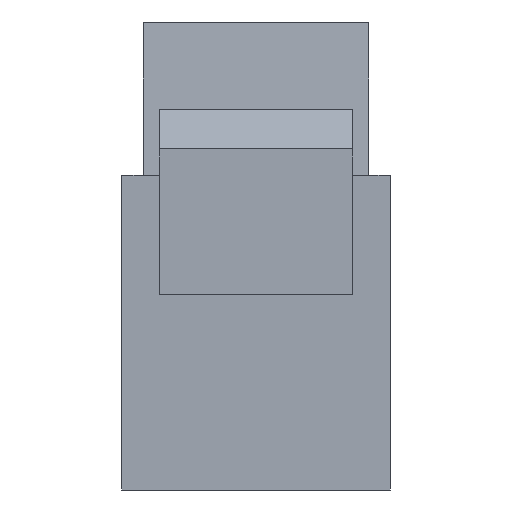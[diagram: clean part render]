
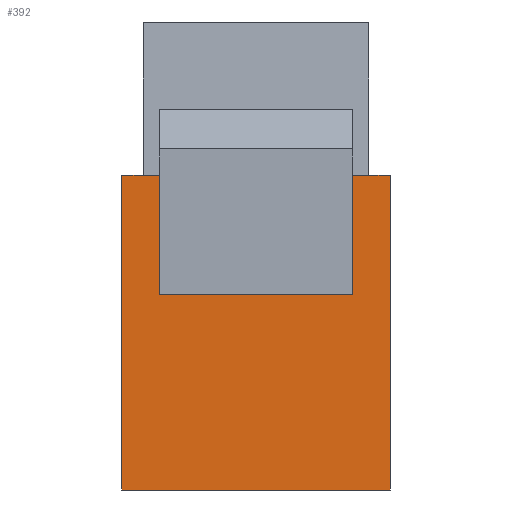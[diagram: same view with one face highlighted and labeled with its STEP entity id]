
A CAD part, front view. The second image highlights one B-rep face of the part: STEP entity #392.
In plain terms, the highlighted planar face has unit normal (0, -1, 0).
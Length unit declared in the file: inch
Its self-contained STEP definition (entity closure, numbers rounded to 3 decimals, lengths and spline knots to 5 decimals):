
#392 = ADVANCED_FACE ( 'NONE', ( #29049, #29052 ), #26966, .T. ) ;
#1340 = EDGE_CURVE ( 'NONE', #21681, #21809, #29613, .T. ) ;
#10988 = EDGE_CURVE ( 'NONE', #25229, #21809, #21075, .T. ) ;
#10999 = EDGE_CURVE ( 'NONE', #23003, #23032, #21084, .T. ) ;
#11001 = EDGE_CURVE ( 'NONE', #23032, #23096, #21077, .T. ) ;
#11006 = EDGE_CURVE ( 'NONE', #25221, #23096, #21090, .T. ) ;
#11013 = EDGE_CURVE ( 'NONE', #25262, #23085, #21096, .T. ) ;
#11017 = EDGE_CURVE ( 'NONE', #23003, #25221, #21100, .T. ) ;
#11022 = EDGE_CURVE ( 'NONE', #25301, #25229, #21104, .T. ) ;
#11027 = EDGE_CURVE ( 'NONE', #25262, #21681, #21110, .T. ) ;
#11029 = EDGE_CURVE ( 'NONE', #23085, #25301, #21112, .T. ) ;
#16376 = CARTESIAN_POINT ( 'NONE',  ( -0.34, -0.3235, -1.185 ) ) ;
#16440 = CARTESIAN_POINT ( 'NONE',  ( -0.34, -0.3235, -0.387 ) ) ;
#16539 = CARTESIAN_POINT ( 'NONE',  ( 0.245, -0.3235, -0.69 ) ) ;
#16562 = CARTESIAN_POINT ( 'NONE',  ( -0.245, -0.3235, -0.69 ) ) ;
#16602 = CARTESIAN_POINT ( 'NONE',  ( 0.34, -0.3235, -0.387 ) ) ;
#16611 = CARTESIAN_POINT ( 'NONE',  ( -0.245, -0.3235, -0.605 ) ) ;
#16667 = CARTESIAN_POINT ( 'NONE',  ( 0.245, -0.3235, -0.605 ) ) ;
#16675 = CARTESIAN_POINT ( 'NONE',  ( -0.2865, -0.3235, -0.387 ) ) ;
#16709 = CARTESIAN_POINT ( 'NONE',  ( 0.34, -0.3235, -1.185 ) ) ;
#16748 = CARTESIAN_POINT ( 'NONE',  ( 0.2865, -0.3235, -0.387 ) ) ;
#18899 = EDGE_LOOP ( 'NONE', ( #22037, #22038, #22039, #22041 ) ) ;
#18910 = EDGE_LOOP ( 'NONE', ( #22028, #22030, #22032, #22034, #22035, #22036 ) ) ;
#21075 = LINE ( 'NONE', #32905, #21078 ) ;
#21077 = LINE ( 'NONE', #32910, #21089 ) ;
#21078 = VECTOR ( 'NONE', #32907, 39.37008 ) ;
#21084 = LINE ( 'NONE', #32916, #21087 ) ;
#21087 = VECTOR ( 'NONE', #32918, 39.37008 ) ;
#21089 = VECTOR ( 'NONE', #32919, 39.37008 ) ;
#21090 = LINE ( 'NONE', #32922, #21093 ) ;
#21093 = VECTOR ( 'NONE', #32924, 39.37008 ) ;
#21096 = LINE ( 'NONE', #32928, #21099 ) ;
#21099 = VECTOR ( 'NONE', #32929, 39.37008 ) ;
#21100 = LINE ( 'NONE', #32932, #21103 ) ;
#21103 = VECTOR ( 'NONE', #32933, 39.37008 ) ;
#21104 = LINE ( 'NONE', #32936, #21107 ) ;
#21107 = VECTOR ( 'NONE', #32937, 39.37008 ) ;
#21110 = LINE ( 'NONE', #32942, #21113 ) ;
#21112 = LINE ( 'NONE', #32944, #21115 ) ;
#21113 = VECTOR ( 'NONE', #32943, 39.37008 ) ;
#21115 = VECTOR ( 'NONE', #32945, 39.37008 ) ;
#21681 = VERTEX_POINT ( 'NONE', #16376 ) ;
#21809 = VERTEX_POINT ( 'NONE', #16440 ) ;
#22028 = ORIENTED_EDGE ( 'NONE', *, *, #11029, .T. ) ;
#22030 = ORIENTED_EDGE ( 'NONE', *, *, #11022, .T. ) ;
#22032 = ORIENTED_EDGE ( 'NONE', *, *, #10988, .T. ) ;
#22034 = ORIENTED_EDGE ( 'NONE', *, *, #1340, .F. ) ;
#22035 = ORIENTED_EDGE ( 'NONE', *, *, #11027, .F. ) ;
#22036 = ORIENTED_EDGE ( 'NONE', *, *, #11013, .T. ) ;
#22037 = ORIENTED_EDGE ( 'NONE', *, *, #11006, .F. ) ;
#22038 = ORIENTED_EDGE ( 'NONE', *, *, #11017, .F. ) ;
#22039 = ORIENTED_EDGE ( 'NONE', *, *, #10999, .T. ) ;
#22041 = ORIENTED_EDGE ( 'NONE', *, *, #11001, .T. ) ;
#23003 = VERTEX_POINT ( 'NONE', #16539 ) ;
#23032 = VERTEX_POINT ( 'NONE', #16562 ) ;
#23085 = VERTEX_POINT ( 'NONE', #16602 ) ;
#23096 = VERTEX_POINT ( 'NONE', #16611 ) ;
#25221 = VERTEX_POINT ( 'NONE', #16667 ) ;
#25229 = VERTEX_POINT ( 'NONE', #16675 ) ;
#25262 = VERTEX_POINT ( 'NONE', #16709 ) ;
#25301 = VERTEX_POINT ( 'NONE', #16748 ) ;
#26964 = DIRECTION ( 'NONE',  ( 1., 0., 0. ) ) ;
#26966 = PLANE ( 'NONE',  #27452 ) ;
#26968 = CARTESIAN_POINT ( 'NONE',  ( 0.2865, -0.3235, -0.387 ) ) ;
#26971 = DIRECTION ( 'NONE',  ( 0., -1., 0. ) ) ;
#27452 = AXIS2_PLACEMENT_3D ( 'NONE', #26968, #26971, #26964 ) ;
#29049 = FACE_OUTER_BOUND ( 'NONE', #18910, .T. ) ;
#29052 = FACE_BOUND ( 'NONE', #18899, .T. ) ;
#29613 = LINE ( 'NONE', #30812, #29616 ) ;
#29616 = VECTOR ( 'NONE', #30813, 39.37008 ) ;
#30812 = CARTESIAN_POINT ( 'NONE',  ( -0.34, -0.3235, -0.547 ) ) ;
#30813 = DIRECTION ( 'NONE',  ( 0., 0., 1. ) ) ;
#32905 = CARTESIAN_POINT ( 'NONE',  ( -0.34, -0.3235, -0.387 ) ) ;
#32907 = DIRECTION ( 'NONE',  ( -1., 0., 0. ) ) ;
#32910 = CARTESIAN_POINT ( 'NONE',  ( -0.245, -0.3235, -0.69 ) ) ;
#32916 = CARTESIAN_POINT ( 'NONE',  ( 0.245, -0.3235, -0.69 ) ) ;
#32918 = DIRECTION ( 'NONE',  ( -1., 0., 0. ) ) ;
#32919 = DIRECTION ( 'NONE',  ( 0., 0., 1. ) ) ;
#32922 = CARTESIAN_POINT ( 'NONE',  ( 0.245, -0.3235, -0.605 ) ) ;
#32924 = DIRECTION ( 'NONE',  ( -1., 0., 0. ) ) ;
#32928 = CARTESIAN_POINT ( 'NONE',  ( 0.34, -0.3235, -0.547 ) ) ;
#32929 = DIRECTION ( 'NONE',  ( 0., 0., 1. ) ) ;
#32932 = CARTESIAN_POINT ( 'NONE',  ( 0.245, -0.3235, -0.69 ) ) ;
#32933 = DIRECTION ( 'NONE',  ( 0., 0., 1. ) ) ;
#32936 = CARTESIAN_POINT ( 'NONE',  ( -0.2865, -0.3235, -0.387 ) ) ;
#32937 = DIRECTION ( 'NONE',  ( -1., 0., 0. ) ) ;
#32942 = CARTESIAN_POINT ( 'NONE',  ( -0.34, -0.3235, -1.185 ) ) ;
#32943 = DIRECTION ( 'NONE',  ( -1., 0., 0. ) ) ;
#32944 = CARTESIAN_POINT ( 'NONE',  ( -0.34, -0.3235, -0.387 ) ) ;
#32945 = DIRECTION ( 'NONE',  ( -1., 0., 0. ) ) ;
